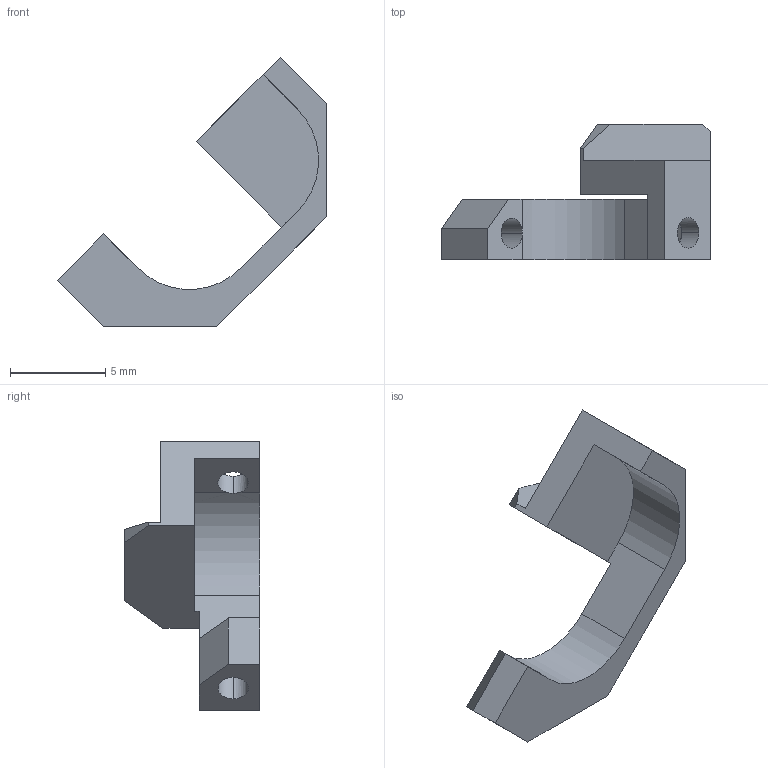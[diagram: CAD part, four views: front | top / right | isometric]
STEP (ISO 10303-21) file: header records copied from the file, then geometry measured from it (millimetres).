
FILE_DESCRIPTION (( 'STEP AP214' ), '1' );
FILE_NAME ('CM1-DCH-clamp2.STEP', '2026-01-12T11:56:02', ( '' ), ( '' ), 'SwSTEP 2.0', 'SolidWorks 2023', '' );
FILE_SCHEMA (( 'AUTOMOTIVE_DESIGN' ));
Length unit declared in the file: millimetre
Products named in the file (1): CM1-DCH-clamp2
Bounding box: 14.1 x 7.11 x 14.1 mm (x, y, z)
Volume: 208.8 mm3; surface area: 392.3 mm2
Topology: 1 solids, 1 shells, 26 faces, 78 edges, 52 vertices
Faces by surface type: plane 20, cylinder 6
Entity records: 909 total; most frequent: CARTESIAN_POINT 169, ORIENTED_EDGE 156, DIRECTION 140, EDGE_CURVE 78, VECTOR 62, LINE 62, VERTEX_POINT 52, AXIS2_PLACEMENT_3D 39
